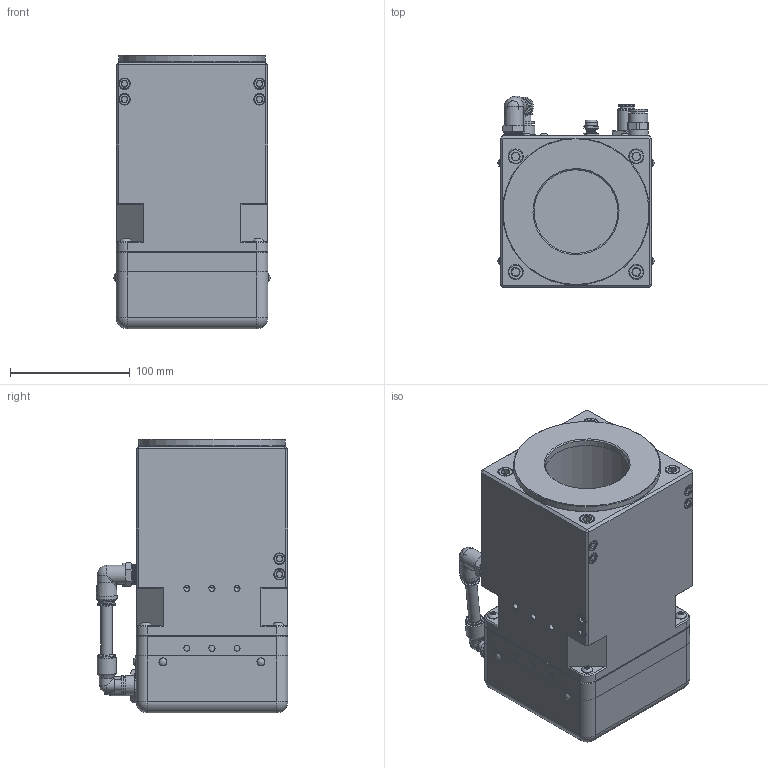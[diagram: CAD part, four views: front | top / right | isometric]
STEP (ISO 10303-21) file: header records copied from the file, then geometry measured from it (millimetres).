
FILE_DESCRIPTION (( 'STEP AP214' ), '1' );
FILE_NAME ('105667B Dessin d''assemblage HP (PCB V2).STEP', '2022-06-09T12:48:25', ( '' ), ( '' ), 'SwSTEP 2.0', 'SolidWorks 2020', '' );
FILE_SCHEMA (( 'AUTOMOTIVE_DESIGN' ));
Length unit declared in the file: millimetre
Products named in the file (22): 40002 (vis chh no10 x 19 mm); FIT 1 TRESSE Assemblage cable; 105400- PLAQUE CNN HP-BLU; 104867-TUBE REFROIDIT HP100A; CNN USB 609-1039-ND; 104517-  BOITIER ARRIÈRE; 103470 Tube polyethylene 3-8; 22713 6-32X0.375 BHH AN_91255A146; 97763A340_18-8 Stainless Steel Button Head Hex Drive Screws_97763A340; 5779K117; 50785K112 1_8 NPT_50785K112; 105667B Dessin d''assemblage HP (PCB V2); CD08MW-BR; 5779K337_5779K337; SK-10008- CENTRE, HP100A-4KW-HE , GND AAAA (101646C); 51025K143_51025K143; 104624B IRIS MOLETÉ; 5779K444_5779K444; 50785K113 1_4 NPT_50785K113; 101663 (6-32 x1_4 BHH); 102076D PLAQUE AVANT CU CON; écrou 6-32
Assembly tree (41 placements, depth 2):
  105667B Dessin d''assemblage HP (PCB V2)
    SK-10008- CENTRE, HP100A-4KW-HE , GND AAAA (101646C)
    104517-  BOITIER ARRIÈRE
    101663 (6-32 x1_4 BHH)  x4
    105400- PLAQUE CNN HP-BLU
    40002 (vis chh no10 x 19 mm)  x4
    écrou 6-32
    CD08MW-BR
    22713 6-32X0.375 BHH AN_91255A146  x3
    5779K444_5779K444
    5779K117  x2
    102076D PLAQUE AVANT CU CON
    104867-TUBE REFROIDIT HP100A
    50785K112 1_8 NPT_50785K112  x6
    5779K337_5779K337
    51025K143_51025K143
    103470 Tube polyethylene 3-8
    97763A340_18-8 Stainless Steel Button Head Hex Drive Screws_97763A340  x4
    104624B IRIS MOLETÉ
    50785K113 1_4 NPT_50785K113  x4
    FIT 1 TRESSE Assemblage cable
    CNN USB 609-1039-ND
Bounding box: 130.64 x 160.4 x 229.03 mm (x, y, z)
Volume: 1870833 mm3; surface area: 367000.5 mm2
Topology: 45 solids, 47 shells, 2422 faces, 6038 edges, 3767 vertices
Faces by surface type: plane 1424, cylinder 527, cone 303, bspline 118, torus 27, sphere 23
Full cylindrical faces by diameter (mm): 2.705 x1, 3.505 x4, 3.61 x1, 3.797 x1, 3.9 x6, 4.039 x4, 4.09 x1, 4.308 x1, 4.788 x1, 4.826 x8, 5 x8, 5.08 x2, 5.105 x10, 6.299 x2, 6.325 x1, 6.35 x3, 6.655 x7, 7.874 x1, 7.925 x4, 8 x2, 8.001 x2, 8.509 x1, 9.169 x4, 9.525 x8, 10.272 x2, 11.303 x1, 11.557 x1, 11.56 x1, 11.8 x2, 11.811 x1
Entity records: 77699 total; most frequent: CARTESIAN_POINT 24661, ORIENTED_EDGE 10300, DIRECTION 9876, EDGE_CURVE 5158, VECTOR 3622, LINE 3622, VERTEX_POINT 3365, AXIS2_PLACEMENT_3D 3127
